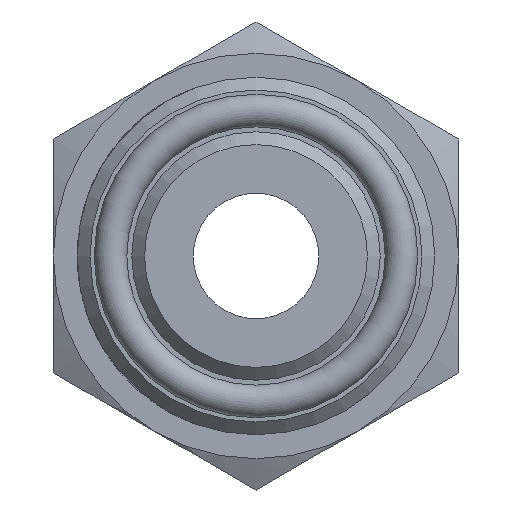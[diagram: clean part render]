
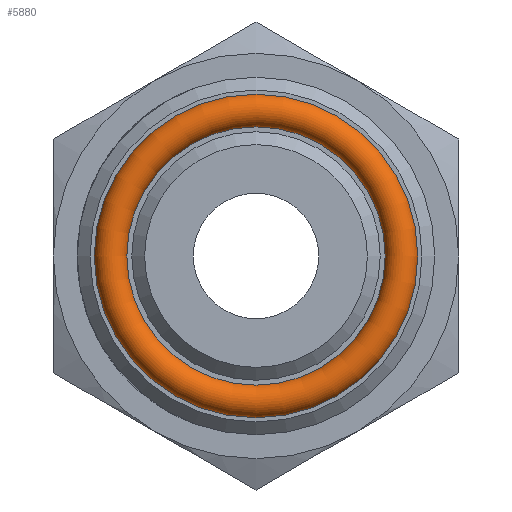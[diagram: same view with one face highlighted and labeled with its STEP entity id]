
A CAD part, left-side view. The second image highlights one B-rep face of the part: STEP entity #5880.
In plain terms, the highlighted toroidal (fillet/blend) face has major radius 5.697 mm and minor radius 0.645 mm.
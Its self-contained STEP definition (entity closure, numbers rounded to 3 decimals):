
#52=TOROIDAL_SURFACE('',#6219,5.697,0.645);
#321=CIRCLE('',#6220,6.336);
#322=CIRCLE('',#6221,0.645);
#323=CIRCLE('',#6222,5.059);
#737=FACE_OUTER_BOUND('',#1098,.T.);
#1098=EDGE_LOOP('',(#5306,#5307,#5308,#5309));
#2766=VERTEX_POINT('',#13725);
#2767=VERTEX_POINT('',#13727);
#3620=EDGE_CURVE('',#2766,#2766,#321,.T.);
#3621=EDGE_CURVE('',#2766,#2767,#322,.T.);
#3622=EDGE_CURVE('',#2767,#2767,#323,.T.);
#5306=ORIENTED_EDGE('',*,*,#3620,.F.);
#5307=ORIENTED_EDGE('',*,*,#3621,.T.);
#5308=ORIENTED_EDGE('',*,*,#3622,.F.);
#5309=ORIENTED_EDGE('',*,*,#3621,.F.);
#5880=ADVANCED_FACE('',(#737),#52,.T.);
#6219=AXIS2_PLACEMENT_3D('',#13724,#7227,#7228);
#6220=AXIS2_PLACEMENT_3D('',#13726,#7229,#7230);
#6221=AXIS2_PLACEMENT_3D('',#13728,#7231,#7232);
#6222=AXIS2_PLACEMENT_3D('',#13729,#7233,#7234);
#7227=DIRECTION('center_axis',(1.,0.,0.));
#7228=DIRECTION('ref_axis',(0.,0.,-1.));
#7229=DIRECTION('center_axis',(1.,0.,0.));
#7230=DIRECTION('ref_axis',(0.,0.,-1.));
#7231=DIRECTION('center_axis',(0.,-1.,0.));
#7232=DIRECTION('ref_axis',(0.,0.,1.));
#7233=DIRECTION('center_axis',(-1.,0.,0.));
#7234=DIRECTION('ref_axis',(0.,0.,-1.));
#13724=CARTESIAN_POINT('Origin',(8.094,0.,0.));
#13725=CARTESIAN_POINT('',(8.,0.,6.336));
#13726=CARTESIAN_POINT('Origin',(8.,0.,0.));
#13727=CARTESIAN_POINT('',(8.,0.,5.059));
#13728=CARTESIAN_POINT('Origin',(8.094,0.,
5.697));
#13729=CARTESIAN_POINT('Origin',(8.,0.,0.));
